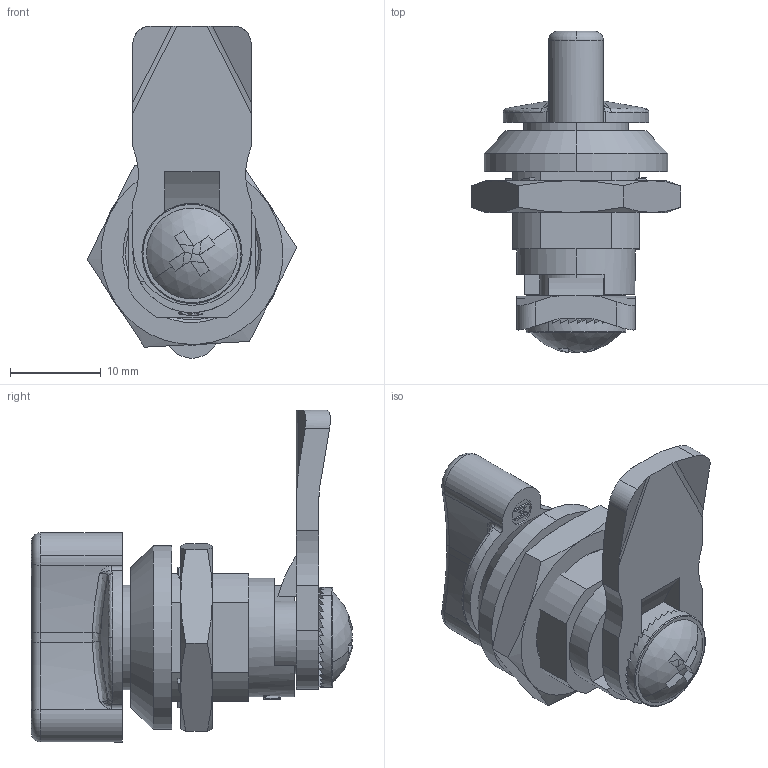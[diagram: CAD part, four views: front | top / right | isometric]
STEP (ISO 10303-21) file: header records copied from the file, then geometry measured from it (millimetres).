
FILE_DESCRIPTION (( 'STEP AP214' ), '1' );
FILE_NAME ('166.MF.MF.DD.20.STEP', '2022-08-06T08:45:19', ( '' ), ( '' ), 'SwSTEP 2.0', 'SolidWorks 2021', '' );
FILE_SCHEMA (( 'AUTOMOTIVE_DESIGN' ));
Length unit declared in the file: millimetre
Products named in the file (7): Dil_20-CC; CC20; 30603164; 166-kelebek; 20501019_Varsay考an; 066-Kovan_D˜žL˜; 166.MF.MF.DD.20
Assembly tree (6 placements, depth 3):
  166.MF.MF.DD.20
    066-Kovan_D˜žL˜
    Dil_20-CC
      CC20
    20501019_Varsay考an
    30603164
    166-kelebek
Bounding box: 23.06 x 35.3 x 36.49 mm (x, y, z)
Volume: 6147.7 mm3; surface area: 5860.8 mm2
Topology: 5 solids, 5 shells, 340 faces, 890 edges, 573 vertices
Faces by surface type: plane 154, bspline 83, cylinder 70, cone 22, torus 9, sphere 2
Entity records: 13801 total; most frequent: CARTESIAN_POINT 5992, ORIENTED_EDGE 1772, DIRECTION 1299, EDGE_CURVE 886, VERTEX_POINT 573, AXIS2_PLACEMENT_3D 458, LINE 383, VECTOR 383
